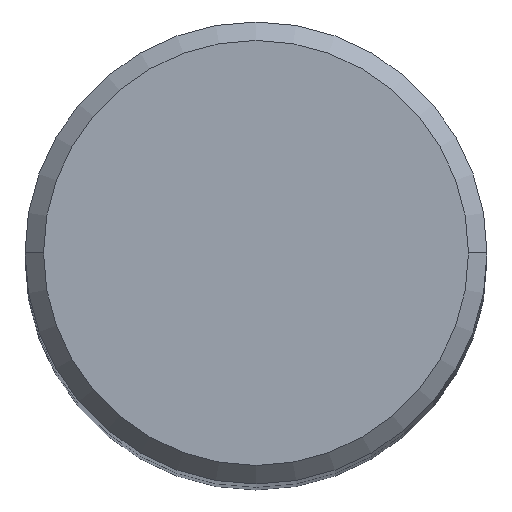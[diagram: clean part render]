
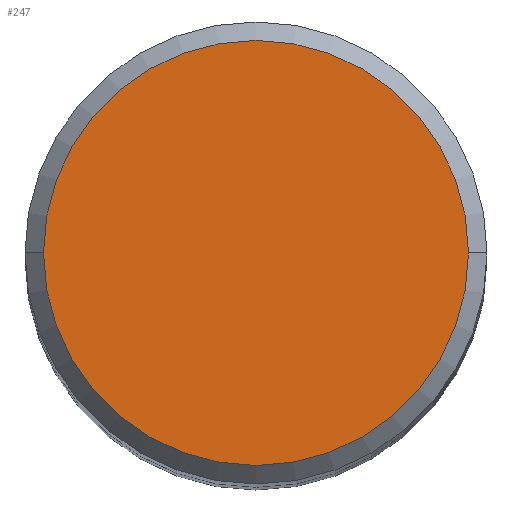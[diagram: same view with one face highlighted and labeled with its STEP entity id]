
A CAD part, top view. The second image highlights one B-rep face of the part: STEP entity #247.
In plain terms, the highlighted planar face has unit normal (0, 0, 1).
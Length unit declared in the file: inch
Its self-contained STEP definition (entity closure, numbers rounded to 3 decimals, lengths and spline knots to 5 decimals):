
#6 = CIRCLE ( 'NONE', #279, 0.23 ) ;
#35 = FACE_OUTER_BOUND ( 'NONE', #374, .T. ) ;
#41 = DIRECTION ( 'NONE',  ( 0., 0., -1. ) ) ;
#69 = AXIS2_PLACEMENT_3D ( 'NONE', #132, #256, #351 ) ;
#103 = CARTESIAN_POINT ( 'NONE',  ( 0.23, 0., 0. ) ) ;
#132 = CARTESIAN_POINT ( 'NONE',  ( 0., 0., 0. ) ) ;
#141 = VERTEX_POINT ( 'NONE', #412 ) ;
#146 = EDGE_CURVE ( 'NONE', #342, #141, #331, .T. ) ;
#165 = CARTESIAN_POINT ( 'NONE',  ( 0., 0.23, 0. ) ) ;
#170 = DIRECTION ( 'NONE',  ( -1., 0., 0. ) ) ;
#177 = PLANE ( 'NONE',  #223 ) ;
#201 = ORIENTED_EDGE ( 'NONE', *, *, #401, .T. ) ;
#223 = AXIS2_PLACEMENT_3D ( 'NONE', #165, #41, #170 ) ;
#247 = ADVANCED_FACE ( 'NONE', ( #35 ), #177, .F. ) ;
#256 = DIRECTION ( 'NONE',  ( 0., 0., 1. ) ) ;
#279 = AXIS2_PLACEMENT_3D ( 'NONE', #367, #310, #309 ) ;
#309 = DIRECTION ( 'NONE',  ( 1., 0., 0. ) ) ;
#310 = DIRECTION ( 'NONE',  ( 0., 0., 1. ) ) ;
#326 = ORIENTED_EDGE ( 'NONE', *, *, #146, .T. ) ;
#331 = CIRCLE ( 'NONE', #69, 0.23 ) ;
#342 = VERTEX_POINT ( 'NONE', #103 ) ;
#351 = DIRECTION ( 'NONE',  ( 1., 0., 0. ) ) ;
#367 = CARTESIAN_POINT ( 'NONE',  ( 0., 0., 0. ) ) ;
#374 = EDGE_LOOP ( 'NONE', ( #201, #326 ) ) ;
#401 = EDGE_CURVE ( 'NONE', #141, #342, #6, .T. ) ;
#412 = CARTESIAN_POINT ( 'NONE',  ( -0.23, 0., 0. ) ) ;
